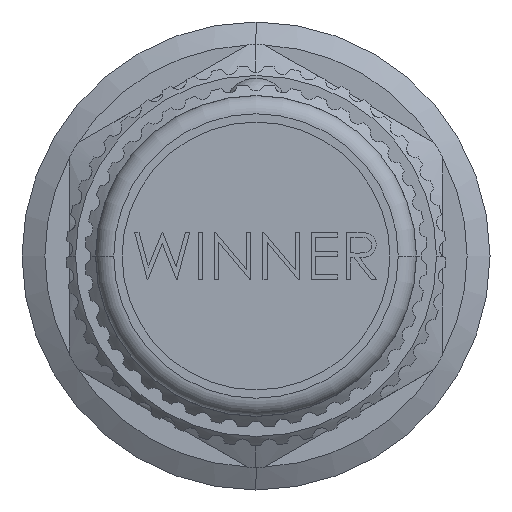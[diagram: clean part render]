
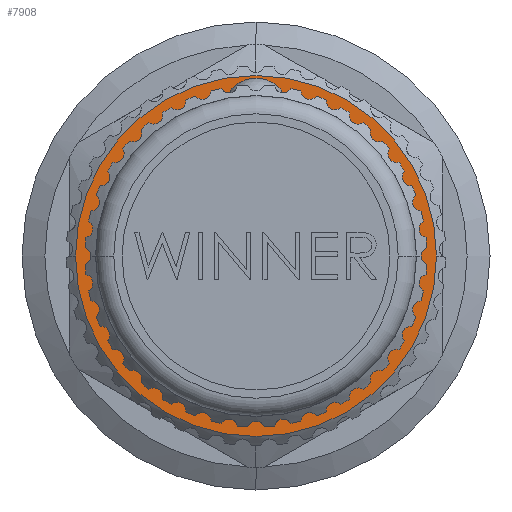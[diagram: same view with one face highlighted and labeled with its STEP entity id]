
A CAD part, left-side view. The second image highlights one B-rep face of the part: STEP entity #7908.
In plain terms, the highlighted planar face has unit normal (-1, 0, 0).
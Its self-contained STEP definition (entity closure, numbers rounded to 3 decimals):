
#59 = VERTEX_POINT ( 'NONE', #15040 ) ;
#144 = ORIENTED_EDGE ( 'NONE', *, *, #4987, .F. ) ;
#212 = CARTESIAN_POINT ( 'NONE',  ( -7.9, -4.558, -1.148 ) ) ;
#303 = CARTESIAN_POINT ( 'NONE',  ( -7.9, -4.436, 1.067 ) ) ;
#492 = CARTESIAN_POINT ( 'NONE',  ( -7.9, -3.287, 2.96 ) ) ;
#683 = CARTESIAN_POINT ( 'NONE',  ( -7.9, -1.345, 4.041 ) ) ;
#841 = DIRECTION ( 'NONE',  ( 1., 0., 0. ) ) ;
#1342 = EDGE_CURVE ( 'NONE', #9659, #4033, #24660, .T. ) ;
#1631 = CARTESIAN_POINT ( 'NONE',  ( -7.9, 1.39, -4.372 ) ) ;
#2129 = DIRECTION ( 'NONE',  ( 0., -1., 0. ) ) ;
#2527 = CARTESIAN_POINT ( 'NONE',  ( -7.9, 4.058, 1.08 ) ) ;
#2646 = CARTESIAN_POINT ( 'NONE',  ( -7.9, -3.076, 3.152 ) ) ;
#3183 = CARTESIAN_POINT ( 'NONE',  ( -7.9, 3.402, -2.816 ) ) ;
#3197 = CARTESIAN_POINT ( 'NONE',  ( -7.9, -0.103, 4.204 ) ) ;
#3770 = CARTESIAN_POINT ( 'NONE',  ( -7.9, -0.003, -4.676 ) ) ;
#4033 = VERTEX_POINT ( 'NONE', #13366 ) ;
#4084 = EDGE_CURVE ( 'NONE', #59, #20928, #26335, .T. ) ;
#4708 = CARTESIAN_POINT ( 'NONE',  ( -7.9, -4.609, -0.87 ) ) ;
#4981 = CARTESIAN_POINT ( 'NONE',  ( -7.9, -1.619, 3.97 ) ) ;
#4987 = EDGE_CURVE ( 'NONE', #16716, #9869, #26417, .T. ) ;
#5252 = CARTESIAN_POINT ( 'NONE',  ( -7.9, 0.432, 4.169 ) ) ;
#6011 = CARTESIAN_POINT ( 'NONE',  ( -7.9, 4.2, -0.702 ) ) ;
#6012 = CARTESIAN_POINT ( 'NONE',  ( -7.9, -5.05, 0. ) ) ;
#6798 = CARTESIAN_POINT ( 'NONE',  ( -7.9, 0.611, 4.143 ) ) ;
#6822 = CARTESIAN_POINT ( 'NONE',  ( -7.9, -4.239, 1.588 ) ) ;
#6827 = ORIENTED_EDGE ( 'NONE', *, *, #4084, .T. ) ;
#7209 = CARTESIAN_POINT ( 'NONE',  ( -7.9, -2.39, 3.631 ) ) ;
#7358 = CARTESIAN_POINT ( 'NONE',  ( -7.9, 3.561, -2.581 ) ) ;
#7908 = ADVANCED_FACE ( 'NONE', ( #18903, #20266 ), #10219, .T. ) ;
#8270 = ORIENTED_EDGE ( 'NONE', *, *, #1342, .T. ) ;
#8386 = EDGE_CURVE ( 'NONE', #9869, #20928, #26475, .T. ) ;
#8758 = CARTESIAN_POINT ( 'NONE',  ( -7.9, 0.075, 4.2 ) ) ;
#8978 = CARTESIAN_POINT ( 'NONE',  ( -7.9, -3.66, 2.546 ) ) ;
#9016 = AXIS2_PLACEMENT_3D ( 'NONE', #23607, #21359, #2129 ) ;
#9486 = EDGE_CURVE ( 'NONE', #59, #16716, #22862, .T. ) ;
#9532 = CARTESIAN_POINT ( 'NONE',  ( -7.9, 4.143, 0.733 ) ) ;
#9606 = CARTESIAN_POINT ( 'NONE',  ( -7.9, 2.158, -3.984 ) ) ;
#9659 = VERTEX_POINT ( 'NONE', #20520 ) ;
#9869 = VERTEX_POINT ( 'NONE', #6011 ) ;
#10219 = PLANE ( 'NONE',  #15039 ) ;
#10476 = CARTESIAN_POINT ( 'NONE',  ( -7.9, -0.577, -4.664 ) ) ;
#10689 = DIRECTION ( 'NONE',  ( -1., 0., 0. ) ) ;
#10931 = CARTESIAN_POINT ( 'NONE',  ( -7.9, 1.14, 4.03 ) ) ;
#11119 = CARTESIAN_POINT ( 'NONE',  ( -7.9, 2.126, 3.594 ) ) ;
#11219 = CARTESIAN_POINT ( 'NONE',  ( -7.9, 3.8, 1.756 ) ) ;
#11221 = EDGE_LOOP ( 'NONE', ( #11987, #6827, #22185, #144 ) ) ;
#11403 = DIRECTION ( 'NONE',  ( 0., 0., -1. ) ) ;
#11670 = CARTESIAN_POINT ( 'NONE',  ( -7.9, 4.117, -1.268 ) ) ;
#11987 = ORIENTED_EDGE ( 'NONE', *, *, #9486, .F. ) ;
#12823 = DIRECTION ( 'NONE',  ( -1., 0., 0. ) ) ;
#13086 = CARTESIAN_POINT ( 'NONE',  ( -7.9, 2.426, 3.397 ) ) ;
#13271 = CARTESIAN_POINT ( 'NONE',  ( -7.9, 2.975, 2.928 ) ) ;
#13292 = CARTESIAN_POINT ( 'NONE',  ( -7.9, -3.826, 2.322 ) ) ;
#13362 = CARTESIAN_POINT ( 'NONE',  ( -7.9, 1.485, 3.91 ) ) ;
#13366 = CARTESIAN_POINT ( 'NONE',  ( -7.9, -15.3, 0. ) ) ;
#13480 = CARTESIAN_POINT ( 'NONE',  ( -7.9, -1.886, 3.873 ) ) ;
#13727 = CARTESIAN_POINT ( 'NONE',  ( -7.9, 3.038, -3.258 ) ) ;
#13845 = CARTESIAN_POINT ( 'NONE',  ( -7.9, -1.345, 4.041 ) ) ;
#14276 = AXIS2_PLACEMENT_3D ( 'NONE', #26472, #841, #11403 ) ;
#14474 = EDGE_CURVE ( 'NONE', #4033, #9659, #23094, .T. ) ;
#14871 = DIRECTION ( 'NONE',  ( 0., -1., 0. ) ) ;
#15039 = AXIS2_PLACEMENT_3D ( 'NONE', #6012, #12823, #14871 ) ;
#15040 = CARTESIAN_POINT ( 'NONE',  ( -7.9, -4.558, -1.148 ) ) ;
#15124 = AXIS2_PLACEMENT_3D ( 'NONE', #23579, #10689, #25749 ) ;
#15152 = CARTESIAN_POINT ( 'NONE',  ( -7.9, -4.635, -0.592 ) ) ;
#15234 = CARTESIAN_POINT ( 'NONE',  ( -7.9, 3.215, 2.664 ) ) ;
#15969 = CARTESIAN_POINT ( 'NONE',  ( -7.9, 3.949, -1.812 ) ) ;
#16672 = CARTESIAN_POINT ( 'NONE',  ( -7.9, 0.849, -4.546 ) ) ;
#16716 = VERTEX_POINT ( 'NONE', #683 ) ;
#17326 = CARTESIAN_POINT ( 'NONE',  ( -7.9, -4.511, 0.798 ) ) ;
#17393 = CARTESIAN_POINT ( 'NONE',  ( -7.9, 3.629, 2.078 ) ) ;
#17419 = CARTESIAN_POINT ( 'NONE',  ( -7.9, -4.115, 1.843 ) ) ;
#17587 = CARTESIAN_POINT ( 'NONE',  ( -7.9, 4.2, -0.702 ) ) ;
#18142 = CARTESIAN_POINT ( 'NONE',  ( -7.9, 2.394, -3.824 ) ) ;
#18157 = CARTESIAN_POINT ( 'NONE',  ( -7.9, 4.235, -0.342 ) ) ;
#18177 = CARTESIAN_POINT ( 'NONE',  ( -7.9, -2.629, 3.486 ) ) ;
#18903 = FACE_OUTER_BOUND ( 'NONE', #21672, .T. ) ;
#19652 = CARTESIAN_POINT ( 'NONE',  ( -7.9, -1.345, 4.041 ) ) ;
#20092 = ORIENTED_EDGE ( 'NONE', *, *, #14474, .T. ) ;
#20266 = FACE_BOUND ( 'NONE', #11221, .T. ) ;
#20520 = CARTESIAN_POINT ( 'NONE',  ( -7.9, 15.3, 0. ) ) ;
#20680 = CARTESIAN_POINT ( 'NONE',  ( -7.9, -0.577, -4.664 ) ) ;
#20920 = CARTESIAN_POINT ( 'NONE',  ( -7.9, 0.568, -4.607 ) ) ;
#20928 = VERTEX_POINT ( 'NONE', #20680 ) ;
#21359 = DIRECTION ( 'NONE',  ( -1., 0., 0. ) ) ;
#21672 = EDGE_LOOP ( 'NONE', ( #8270, #20092 ) ) ;
#22185 = ORIENTED_EDGE ( 'NONE', *, *, #8386, .F. ) ;
#22311 = CARTESIAN_POINT ( 'NONE',  ( -7.9, 4.173, -0.989 ) ) ;
#22404 = CARTESIAN_POINT ( 'NONE',  ( -7.9, 4.233, 0.022 ) ) ;
#22862 = B_SPLINE_CURVE_WITH_KNOTS ( 'NONE', 3,
 ( #212, #4708, #15152, #23927, #26195, #17326, #303, #6822, #17419, #13292, #8978, #492, #2646, #18177, #7209, #13480, #4981, #13845 ),
 .UNSPECIFIED., .F., .F.,
 ( 4, 2, 2, 2, 2, 2, 2, 2, 4 ),
 ( 0., 0.001, 0.002, 0.003, 0.003, 0.004, 0.005, 0.006, 0.007 ),
 .UNSPECIFIED. ) ;
#23094 = CIRCLE ( 'NONE', #9016, 15.3 ) ;
#23579 = CARTESIAN_POINT ( 'NONE',  ( -7.9, 0., 0. ) ) ;
#23607 = CARTESIAN_POINT ( 'NONE',  ( -7.9, 0., 0. ) ) ;
#23927 = CARTESIAN_POINT ( 'NONE',  ( -7.9, -4.636, -0.036 ) ) ;
#24100 = CARTESIAN_POINT ( 'NONE',  ( -7.9, -0.637, 4.186 ) ) ;
#24471 = CARTESIAN_POINT ( 'NONE',  ( -7.9, 3.836, -2.079 ) ) ;
#24573 = CARTESIAN_POINT ( 'NONE',  ( -7.9, -0.995, 4.13 ) ) ;
#24647 = CARTESIAN_POINT ( 'NONE',  ( -7.9, 4.2, -0.702 ) ) ;
#24660 = CIRCLE ( 'NONE', #15124, 15.3 ) ;
#25254 = CARTESIAN_POINT ( 'NONE',  ( -7.9, -0.289, -4.683 ) ) ;
#25749 = DIRECTION ( 'NONE',  ( 0., -1., 0. ) ) ;
#26195 = CARTESIAN_POINT ( 'NONE',  ( -7.9, -4.611, 0.245 ) ) ;
#26335 = CIRCLE ( 'NONE', #14276, 4.7 ) ;
#26417 = B_SPLINE_CURVE_WITH_KNOTS ( 'NONE', 3,
 ( #19652, #24573, #24100, #3197, #8758, #5252, #6798, #10931, #13362, #11119, #13086, #13271, #15234, #17393, #11219, #2527, #9532, #22404, #18157, #17587 ),
 .UNSPECIFIED., .F., .F.,
 ( 4, 2, 2, 2, 2, 2, 2, 2, 2, 4 ),
 ( 0., 0.001, 0.002, 0.002, 0.003, 0.004, 0.005, 0.006, 0.008, 0.009 ),
 .UNSPECIFIED. ) ;
#26472 = CARTESIAN_POINT ( 'NONE',  ( -7.9, 0., 0. ) ) ;
#26475 = B_SPLINE_CURVE_WITH_KNOTS ( 'NONE', 3,
 ( #24647, #22311, #11670, #15969, #24471, #7358, #3183, #13727, #26726, #18142, #9606, #26816, #1631, #16672, #20920, #3770, #25254, #10476 ),
 .UNSPECIFIED., .F., .F.,
 ( 4, 2, 2, 2, 2, 2, 2, 2, 4 ),
 ( 0., 0.001, 0.002, 0.003, 0.003, 0.004, 0.005, 0.006, 0.007 ),
 .UNSPECIFIED. ) ;
#26726 = CARTESIAN_POINT ( 'NONE',  ( -7.9, 2.833, -3.462 ) ) ;
#26816 = CARTESIAN_POINT ( 'NONE',  ( -7.9, 1.654, -4.26 ) ) ;
